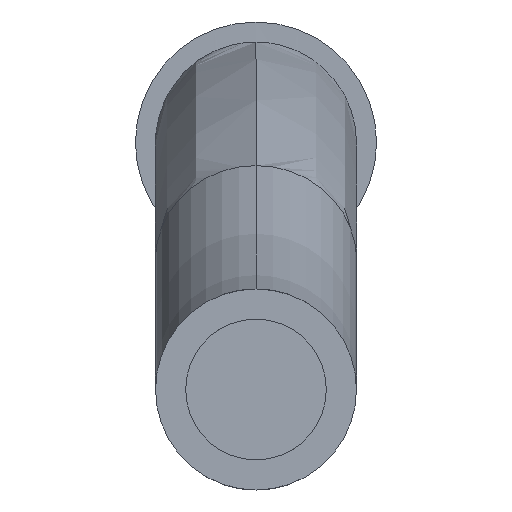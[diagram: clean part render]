
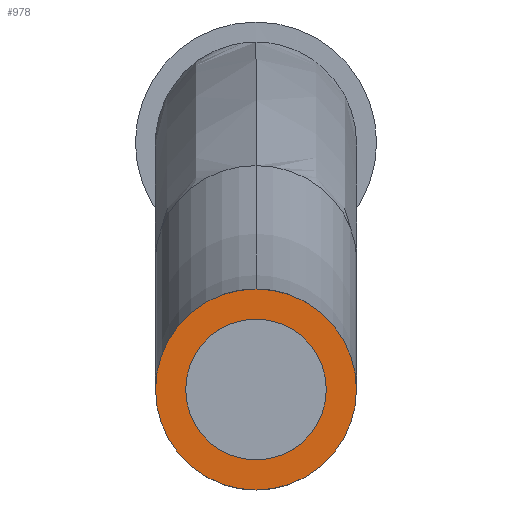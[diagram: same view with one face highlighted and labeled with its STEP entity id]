
A CAD part, front view. The second image highlights one B-rep face of the part: STEP entity #978.
In plain terms, the highlighted planar face has unit normal (0, -1, 0).
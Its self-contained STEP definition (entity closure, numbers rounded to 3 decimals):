
#36 = CIRCLE ( 'NONE', #1151, 8.75 ) ;
#100 = ORIENTED_EDGE ( 'NONE', *, *, #182, .T. ) ;
#155 = DIRECTION ( 'NONE',  ( 0., 0., -1. ) ) ;
#159 = VERTEX_POINT ( 'NONE', #1205 ) ;
#161 = CARTESIAN_POINT ( 'NONE',  ( 0., -15., 0. ) ) ;
#182 = EDGE_CURVE ( 'NONE', #650, #897, #1126, .T. ) ;
#203 = ORIENTED_EDGE ( 'NONE', *, *, #683, .F. ) ;
#262 = AXIS2_PLACEMENT_3D ( 'NONE', #1020, #330, #790 ) ;
#289 = ORIENTED_EDGE ( 'NONE', *, *, #771, .F. ) ;
#330 = DIRECTION ( 'NONE',  ( 0., -1., 0. ) ) ;
#358 = AXIS2_PLACEMENT_3D ( 'NONE', #161, #1000, #887 ) ;
#391 = DIRECTION ( 'NONE',  ( 0., -1., 0. ) ) ;
#489 = CARTESIAN_POINT ( 'NONE',  ( 0., -15., 0. ) ) ;
#514 = CARTESIAN_POINT ( 'NONE',  ( 0., -15., 12.5 ) ) ;
#551 = CIRCLE ( 'NONE', #1272, 8.75 ) ;
#571 = FACE_OUTER_BOUND ( 'NONE', #1417, .T. ) ;
#631 = CARTESIAN_POINT ( 'NONE',  ( 0., -15., 8.75 ) ) ;
#650 = VERTEX_POINT ( 'NONE', #514 ) ;
#673 = VERTEX_POINT ( 'NONE', #631 ) ;
#683 = EDGE_CURVE ( 'NONE', #159, #673, #36, .T. ) ;
#713 = PLANE ( 'NONE',  #1102 ) ;
#714 = ORIENTED_EDGE ( 'NONE', *, *, #1371, .T. ) ;
#734 = DIRECTION ( 'NONE',  ( 0., 0., -1. ) ) ;
#771 = EDGE_CURVE ( 'NONE', #673, #159, #551, .T. ) ;
#790 = DIRECTION ( 'NONE',  ( 0., 0., -1. ) ) ;
#810 = DIRECTION ( 'NONE',  ( 0., 0., -1. ) ) ;
#887 = DIRECTION ( 'NONE',  ( 0., 0., -1. ) ) ;
#897 = VERTEX_POINT ( 'NONE', #1137 ) ;
#961 = CIRCLE ( 'NONE', #262, 12.5 ) ;
#978 = ADVANCED_FACE ( 'NONE', ( #1377, #571 ), #713, .T. ) ;
#1000 = DIRECTION ( 'NONE',  ( 0., -1., 0. ) ) ;
#1020 = CARTESIAN_POINT ( 'NONE',  ( 0., -15., 0. ) ) ;
#1037 = DIRECTION ( 'NONE',  ( 0., -1., 0. ) ) ;
#1094 = DIRECTION ( 'NONE',  ( 0., -1., 0. ) ) ;
#1102 = AXIS2_PLACEMENT_3D ( 'NONE', #489, #1037, #810 ) ;
#1126 = CIRCLE ( 'NONE', #358, 12.5 ) ;
#1137 = CARTESIAN_POINT ( 'NONE',  ( 0., -15., -12.5 ) ) ;
#1151 = AXIS2_PLACEMENT_3D ( 'NONE', #1301, #1094, #155 ) ;
#1205 = CARTESIAN_POINT ( 'NONE',  ( 0., -15., -8.75 ) ) ;
#1272 = AXIS2_PLACEMENT_3D ( 'NONE', #1300, #391, #734 ) ;
#1300 = CARTESIAN_POINT ( 'NONE',  ( 0., -15., 0. ) ) ;
#1301 = CARTESIAN_POINT ( 'NONE',  ( 0., -15., 0. ) ) ;
#1312 = EDGE_LOOP ( 'NONE', ( #203, #289 ) ) ;
#1371 = EDGE_CURVE ( 'NONE', #897, #650, #961, .T. ) ;
#1377 = FACE_BOUND ( 'NONE', #1312, .T. ) ;
#1417 = EDGE_LOOP ( 'NONE', ( #100, #714 ) ) ;
